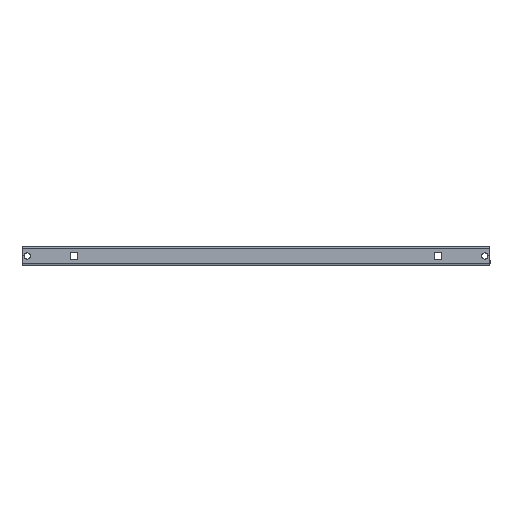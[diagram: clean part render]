
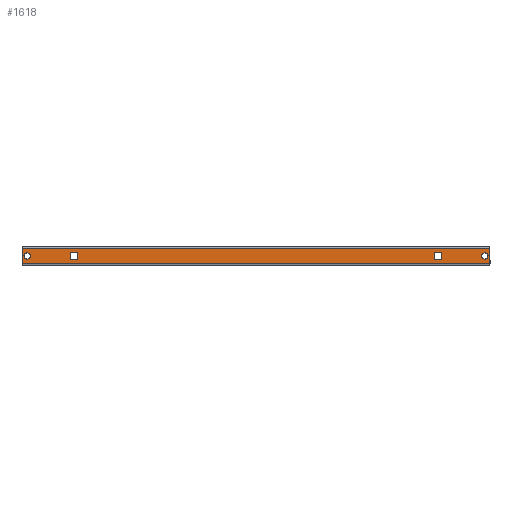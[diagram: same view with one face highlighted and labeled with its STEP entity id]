
A CAD part, left-side view. The second image highlights one B-rep face of the part: STEP entity #1618.
In plain terms, the highlighted planar face has unit normal (-1, 0, 0).
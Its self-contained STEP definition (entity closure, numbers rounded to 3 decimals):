
#356 = VECTOR ( 'NONE', #776, 1000. ) ;
#390 = LINE ( 'NONE', #792, #356 ) ;
#425 = VECTOR ( 'NONE', #746, 1000. ) ;
#435 = LINE ( 'NONE', #742, #425 ) ;
#456 = VECTOR ( 'NONE', #4930, 1000. ) ;
#460 = LINE ( 'NONE', #4927, #456 ) ;
#467 = LINE ( 'NONE', #5029, #479 ) ;
#479 = VECTOR ( 'NONE', #4942, 1000. ) ;
#486 = LINE ( 'NONE', #4944, #487 ) ;
#487 = VECTOR ( 'NONE', #4943, 1000. ) ;
#490 = VECTOR ( 'NONE', #4933, 1000. ) ;
#491 = LINE ( 'NONE', #4938, #492 ) ;
#492 = VECTOR ( 'NONE', #4935, 1000. ) ;
#496 = LINE ( 'NONE', #4939, #490 ) ;
#526 = VERTEX_POINT ( 'NONE', #551 ) ;
#551 = CARTESIAN_POINT ( 'NONE',  ( -243., 291., -14. ) ) ;
#663 = VERTEX_POINT ( 'NONE', #2880 ) ;
#668 = VERTEX_POINT ( 'NONE', #3009 ) ;
#677 = VERTEX_POINT ( 'NONE', #2993 ) ;
#742 = CARTESIAN_POINT ( 'NONE',  ( -243., 297.5, -20. ) ) ;
#746 = DIRECTION ( 'NONE',  ( 0., 0., -1. ) ) ;
#776 = DIRECTION ( 'NONE',  ( 0., 1., 0. ) ) ;
#792 = CARTESIAN_POINT ( 'NONE',  ( -243., -235.5, -5.5 ) ) ;
#831 = DIRECTION ( 'NONE',  ( -1., 0., 0. ) ) ;
#877 = DIRECTION ( 'NONE',  ( 0., 0., 1. ) ) ;
#938 = CARTESIAN_POINT ( 'NONE',  ( -243., 291., -10. ) ) ;
#977 = EDGE_CURVE ( 'NONE', #2796, #2767, #435, .T. ) ;
#991 = EDGE_CURVE ( 'NONE', #2769, #2798, #390, .T. ) ;
#1008 = DIRECTION ( 'NONE',  ( 0., 0., -1. ) ) ;
#1056 = DIRECTION ( 'NONE',  ( -1., 0., 0. ) ) ;
#1077 = CARTESIAN_POINT ( 'NONE',  ( -243., -291., -10. ) ) ;
#1618 = ADVANCED_FACE ( 'NONE', ( #3274, #3286, #3283, #3285, #3289 ), #2677, .F. ) ;
#1643 = EDGE_LOOP ( 'NONE', ( #4331, #4332, #4333, #4334 ) ) ;
#1648 = EDGE_LOOP ( 'NONE', ( #4317, #4320 ) ) ;
#1703 = EDGE_LOOP ( 'NONE', ( #4324, #4325, #4326, #4330 ) ) ;
#1718 = EDGE_LOOP ( 'NONE', ( #4321, #4322 ) ) ;
#1720 = EDGE_LOOP ( 'NONE', ( #4311, #4313, #4315, #4316 ) ) ;
#1961 = AXIS2_PLACEMENT_3D ( 'NONE', #4064, #3995, #3994 ) ;
#1966 = AXIS2_PLACEMENT_3D ( 'NONE', #4227, #4225, #4224 ) ;
#2000 = AXIS2_PLACEMENT_3D ( 'NONE', #938, #1056, #877 ) ;
#2224 = AXIS2_PLACEMENT_3D ( 'NONE', #1077, #831, #1008 ) ;
#2290 = AXIS2_PLACEMENT_3D ( 'NONE', #2727, #2735, #2741 ) ;
#2394 = LINE ( 'NONE', #4217, #2455 ) ;
#2395 = CIRCLE ( 'NONE', #1966, 4. ) ;
#2416 = VECTOR ( 'NONE', #4219, 1000. ) ;
#2423 = LINE ( 'NONE', #4222, #2416 ) ;
#2432 = VECTOR ( 'NONE', #4059, 1000. ) ;
#2455 = VECTOR ( 'NONE', #4101, 1000. ) ;
#2458 = LINE ( 'NONE', #4048, #2432 ) ;
#2677 = PLANE ( 'NONE',  #2290 ) ;
#2727 = CARTESIAN_POINT ( 'NONE',  ( -243., 297.5, 0. ) ) ;
#2735 = DIRECTION ( 'NONE',  ( 1., 0., 0. ) ) ;
#2741 = DIRECTION ( 'NONE',  ( 0., 0., -1. ) ) ;
#2765 = VERTEX_POINT ( 'NONE', #5066 ) ;
#2767 = VERTEX_POINT ( 'NONE', #5069 ) ;
#2769 = VERTEX_POINT ( 'NONE', #5071 ) ;
#2770 = VERTEX_POINT ( 'NONE', #5072 ) ;
#2774 = VERTEX_POINT ( 'NONE', #5076 ) ;
#2786 = VERTEX_POINT ( 'NONE', #5088 ) ;
#2796 = VERTEX_POINT ( 'NONE', #5041 ) ;
#2798 = VERTEX_POINT ( 'NONE', #5036 ) ;
#2801 = VERTEX_POINT ( 'NONE', #4951 ) ;
#2816 = VERTEX_POINT ( 'NONE', #4971 ) ;
#2825 = VERTEX_POINT ( 'NONE', #4973 ) ;
#2830 = VERTEX_POINT ( 'NONE', #4979 ) ;
#2880 = CARTESIAN_POINT ( 'NONE',  ( -243., -291., -14. ) ) ;
#2993 = CARTESIAN_POINT ( 'NONE',  ( -243., 291., -6. ) ) ;
#3009 = CARTESIAN_POINT ( 'NONE',  ( -243., -291., -6. ) ) ;
#3274 = FACE_BOUND ( 'NONE', #1720, .T. ) ;
#3283 = FACE_BOUND ( 'NONE', #1718, .T. ) ;
#3285 = FACE_BOUND ( 'NONE', #1703, .T. ) ;
#3286 = FACE_BOUND ( 'NONE', #1648, .T. ) ;
#3289 = FACE_OUTER_BOUND ( 'NONE', #1643, .T. ) ;
#3324 = EDGE_CURVE ( 'NONE', #2767, #2801, #467, .T. ) ;
#3325 = EDGE_CURVE ( 'NONE', #2796, #2825, #486, .T. ) ;
#3327 = EDGE_CURVE ( 'NONE', #2786, #2774, #491, .T. ) ;
#3329 = EDGE_CURVE ( 'NONE', #2830, #2786, #496, .T. ) ;
#3331 = EDGE_CURVE ( 'NONE', #2774, #2816, #460, .T. ) ;
#3415 = EDGE_CURVE ( 'NONE', #663, #668, #4748, .T. ) ;
#3418 = EDGE_CURVE ( 'NONE', #526, #677, #4752, .T. ) ;
#3994 = DIRECTION ( 'NONE',  ( 0., 0., -1. ) ) ;
#3995 = DIRECTION ( 'NONE',  ( -1., 0., 0. ) ) ;
#4048 = CARTESIAN_POINT ( 'NONE',  ( -243., -226.5, -14.5 ) ) ;
#4059 = DIRECTION ( 'NONE',  ( 0., 0., -1. ) ) ;
#4064 = CARTESIAN_POINT ( 'NONE',  ( -243., -291., -10. ) ) ;
#4101 = DIRECTION ( 'NONE',  ( 0., 0., 1. ) ) ;
#4156 = CARTESIAN_POINT ( 'NONE',  ( -243., -235.5, -14.5 ) ) ;
#4158 = DIRECTION ( 'NONE',  ( 0., 0., 1. ) ) ;
#4172 = DIRECTION ( 'NONE',  ( 0., -1., 0. ) ) ;
#4217 = CARTESIAN_POINT ( 'NONE',  ( -243., -235.5, -14.5 ) ) ;
#4219 = DIRECTION ( 'NONE',  ( 0., 0., -1. ) ) ;
#4222 = CARTESIAN_POINT ( 'NONE',  ( -243., 235.5, -14.5 ) ) ;
#4224 = DIRECTION ( 'NONE',  ( 0., 0., 1. ) ) ;
#4225 = DIRECTION ( 'NONE',  ( -1., 0., 0. ) ) ;
#4227 = CARTESIAN_POINT ( 'NONE',  ( -243., 291., -10. ) ) ;
#4236 = CARTESIAN_POINT ( 'NONE',  ( -243., -297.5, 0. ) ) ;
#4311 = ORIENTED_EDGE ( 'NONE', *, *, #4533, .F. ) ;
#4313 = ORIENTED_EDGE ( 'NONE', *, *, #991, .F. ) ;
#4315 = ORIENTED_EDGE ( 'NONE', *, *, #4532, .F. ) ;
#4316 = ORIENTED_EDGE ( 'NONE', *, *, #4542, .F. ) ;
#4317 = ORIENTED_EDGE ( 'NONE', *, *, #4538, .F. ) ;
#4320 = ORIENTED_EDGE ( 'NONE', *, *, #3415, .F. ) ;
#4321 = ORIENTED_EDGE ( 'NONE', *, *, #4521, .F. ) ;
#4322 = ORIENTED_EDGE ( 'NONE', *, *, #3418, .F. ) ;
#4324 = ORIENTED_EDGE ( 'NONE', *, *, #3331, .F. ) ;
#4325 = ORIENTED_EDGE ( 'NONE', *, *, #3327, .F. ) ;
#4326 = ORIENTED_EDGE ( 'NONE', *, *, #3329, .F. ) ;
#4330 = ORIENTED_EDGE ( 'NONE', *, *, #4519, .F. ) ;
#4331 = ORIENTED_EDGE ( 'NONE', *, *, #3324, .T. ) ;
#4332 = ORIENTED_EDGE ( 'NONE', *, *, #4541, .T. ) ;
#4333 = ORIENTED_EDGE ( 'NONE', *, *, #3325, .F. ) ;
#4334 = ORIENTED_EDGE ( 'NONE', *, *, #977, .T. ) ;
#4519 = EDGE_CURVE ( 'NONE', #2816, #2830, #2423, .T. ) ;
#4521 = EDGE_CURVE ( 'NONE', #677, #526, #2395, .T. ) ;
#4532 = EDGE_CURVE ( 'NONE', #2770, #2769, #2394, .T. ) ;
#4533 = EDGE_CURVE ( 'NONE', #2798, #2765, #2458, .T. ) ;
#4538 = EDGE_CURVE ( 'NONE', #668, #663, #5164, .T. ) ;
#4541 = EDGE_CURVE ( 'NONE', #2801, #2825, #5167, .T. ) ;
#4542 = EDGE_CURVE ( 'NONE', #2765, #2770, #5169, .T. ) ;
#4748 = CIRCLE ( 'NONE', #2224, 4. ) ;
#4752 = CIRCLE ( 'NONE', #2000, 4. ) ;
#4927 = CARTESIAN_POINT ( 'NONE',  ( -243., 235.5, -5.5 ) ) ;
#4930 = DIRECTION ( 'NONE',  ( 0., 1., 0. ) ) ;
#4933 = DIRECTION ( 'NONE',  ( 0., -1., 0. ) ) ;
#4935 = DIRECTION ( 'NONE',  ( 0., 0., 1. ) ) ;
#4938 = CARTESIAN_POINT ( 'NONE',  ( -243., 226.5, -14.5 ) ) ;
#4939 = CARTESIAN_POINT ( 'NONE',  ( -243., 235.5, -14.5 ) ) ;
#4942 = DIRECTION ( 'NONE',  ( 0., -1., 0. ) ) ;
#4943 = DIRECTION ( 'NONE',  ( 0., -1., 0. ) ) ;
#4944 = CARTESIAN_POINT ( 'NONE',  ( -243., 297.5, -0.01 ) ) ;
#4951 = CARTESIAN_POINT ( 'NONE',  ( -243., -297.5, -19.99 ) ) ;
#4971 = CARTESIAN_POINT ( 'NONE',  ( -243., 235.5, -5.5 ) ) ;
#4973 = CARTESIAN_POINT ( 'NONE',  ( -243., -297.5, -0.01 ) ) ;
#4979 = CARTESIAN_POINT ( 'NONE',  ( -243., 235.5, -14.5 ) ) ;
#5029 = CARTESIAN_POINT ( 'NONE',  ( -243., 297.5, -19.99 ) ) ;
#5036 = CARTESIAN_POINT ( 'NONE',  ( -243., -226.5, -5.5 ) ) ;
#5041 = CARTESIAN_POINT ( 'NONE',  ( -243., 297.5, -0.01 ) ) ;
#5066 = CARTESIAN_POINT ( 'NONE',  ( -243., -226.5, -14.5 ) ) ;
#5069 = CARTESIAN_POINT ( 'NONE',  ( -243., 297.5, -19.99 ) ) ;
#5071 = CARTESIAN_POINT ( 'NONE',  ( -243., -235.5, -5.5 ) ) ;
#5072 = CARTESIAN_POINT ( 'NONE',  ( -243., -235.5, -14.5 ) ) ;
#5076 = CARTESIAN_POINT ( 'NONE',  ( -243., 226.5, -5.5 ) ) ;
#5088 = CARTESIAN_POINT ( 'NONE',  ( -243., 226.5, -14.5 ) ) ;
#5164 = CIRCLE ( 'NONE', #1961, 4. ) ;
#5167 = LINE ( 'NONE', #4236, #5168 ) ;
#5168 = VECTOR ( 'NONE', #4158, 1000. ) ;
#5169 = LINE ( 'NONE', #4156, #5170 ) ;
#5170 = VECTOR ( 'NONE', #4172, 1000. ) ;
